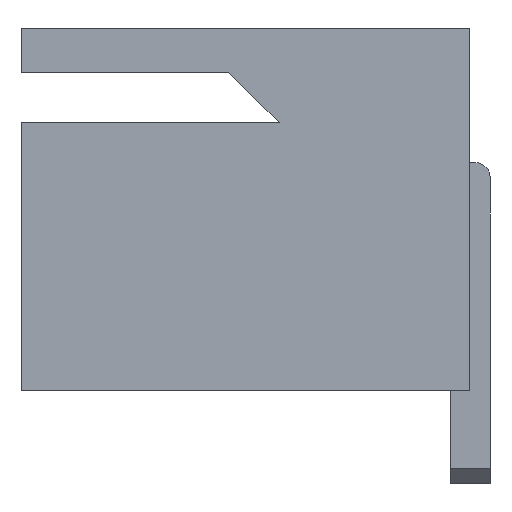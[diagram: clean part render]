
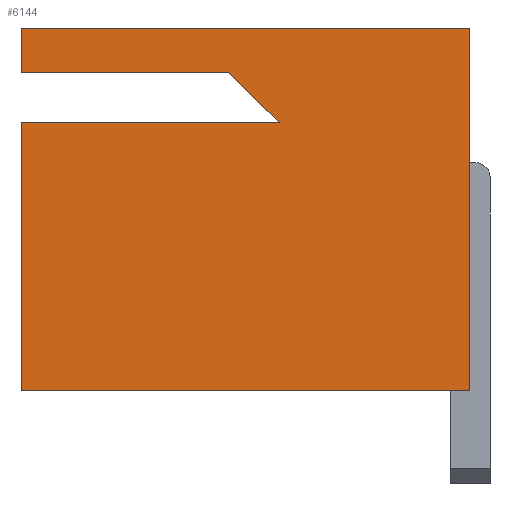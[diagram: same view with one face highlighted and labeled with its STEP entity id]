
A CAD part, left-side view. The second image highlights one B-rep face of the part: STEP entity #6144.
In plain terms, the highlighted planar face has unit normal (-1, 0, 0).
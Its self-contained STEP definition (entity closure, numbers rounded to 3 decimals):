
#410=FACE_OUTER_BOUND('',#779,.T.);
#779=EDGE_LOOP('',(#4877,#4878,#4879,#4880,#4881,#4882,#4883,#4884));
#1320=LINE('',#10176,#2083);
#1329=LINE('',#10196,#2092);
#1353=LINE('',#10237,#2116);
#1360=LINE('',#10250,#2123);
#1395=LINE('',#10315,#2158);
#1396=LINE('',#10317,#2159);
#1397=LINE('',#10318,#2160);
#1398=LINE('',#10319,#2161);
#2083=VECTOR('',#7331,1000.);
#2092=VECTOR('',#7344,1000.);
#2116=VECTOR('',#7374,1000.);
#2123=VECTOR('',#7383,1000.);
#2158=VECTOR('',#7440,1000.);
#2159=VECTOR('',#7441,1000.);
#2160=VECTOR('',#7442,1000.);
#2161=VECTOR('',#7443,1000.);
#2793=VERTEX_POINT('',#10173);
#2794=VERTEX_POINT('',#10175);
#2802=VERTEX_POINT('',#10193);
#2803=VERTEX_POINT('',#10195);
#2806=VERTEX_POINT('',#10207);
#2840=VERTEX_POINT('',#10313);
#2841=VERTEX_POINT('',#10314);
#2842=VERTEX_POINT('',#10316);
#3496=EDGE_CURVE('',#2793,#2794,#1320,.T.);
#3505=EDGE_CURVE('',#2803,#2802,#1329,.T.);
#3529=EDGE_CURVE('',#2806,#2794,#1353,.T.);
#3536=EDGE_CURVE('',#2803,#2793,#1360,.T.);
#3571=EDGE_CURVE('',#2840,#2841,#1395,.T.);
#3572=EDGE_CURVE('',#2841,#2842,#1396,.T.);
#3573=EDGE_CURVE('',#2842,#2806,#1397,.T.);
#3574=EDGE_CURVE('',#2802,#2840,#1398,.T.);
#4877=ORIENTED_EDGE('',*,*,#3571,.T.);
#4878=ORIENTED_EDGE('',*,*,#3572,.T.);
#4879=ORIENTED_EDGE('',*,*,#3573,.T.);
#4880=ORIENTED_EDGE('',*,*,#3529,.T.);
#4881=ORIENTED_EDGE('',*,*,#3496,.F.);
#4882=ORIENTED_EDGE('',*,*,#3536,.F.);
#4883=ORIENTED_EDGE('',*,*,#3505,.T.);
#4884=ORIENTED_EDGE('',*,*,#3574,.T.);
#5799=PLANE('',#6502);
#6144=ADVANCED_FACE('',(#410),#5799,.T.);
#6502=AXIS2_PLACEMENT_3D('',#10312,#7438,#7439);
#7331=DIRECTION('',(0.,0.,-1.));
#7344=DIRECTION('',(0.,0.,-1.));
#7374=DIRECTION('',(0.,-1.,0.));
#7383=DIRECTION('',(0.,-1.,0.));
#7438=DIRECTION('center_axis',(-1.,0.,0.));
#7439=DIRECTION('ref_axis',(0.,1.,0.));
#7440=DIRECTION('',(0.,-0.707,-0.707));
#7441=DIRECTION('',(0.,1.,0.));
#7442=DIRECTION('',(0.,0.,-1.));
#7443=DIRECTION('',(0.,-1.,0.));
#10173=CARTESIAN_POINT('',(-8.687,-0.18,5.842));
#10175=CARTESIAN_POINT('',(-8.687,-0.18,0.));
#10176=CARTESIAN_POINT('',(-8.687,-0.18,5.842));
#10193=CARTESIAN_POINT('',(-8.687,7.034,5.131));
#10195=CARTESIAN_POINT('',(-8.687,7.034,5.842));
#10196=CARTESIAN_POINT('',(-8.687,7.034,5.842));
#10207=CARTESIAN_POINT('',(-8.687,7.034,0.));
#10237=CARTESIAN_POINT('',(-8.687,0.531,0.));
#10250=CARTESIAN_POINT('',(-8.687,0.531,5.842));
#10312=CARTESIAN_POINT('Origin',(-8.687,0.531,5.842));
#10313=CARTESIAN_POINT('',(-8.687,3.706,5.131));
#10314=CARTESIAN_POINT('',(-8.687,2.893,4.318));
#10315=CARTESIAN_POINT('',(-8.687,3.706,5.131));
#10316=CARTESIAN_POINT('',(-8.687,7.034,4.318));
#10317=CARTESIAN_POINT('',(-8.687,2.893,4.318));
#10318=CARTESIAN_POINT('',(-8.687,7.034,5.842));
#10319=CARTESIAN_POINT('',(-8.687,7.034,5.131));
